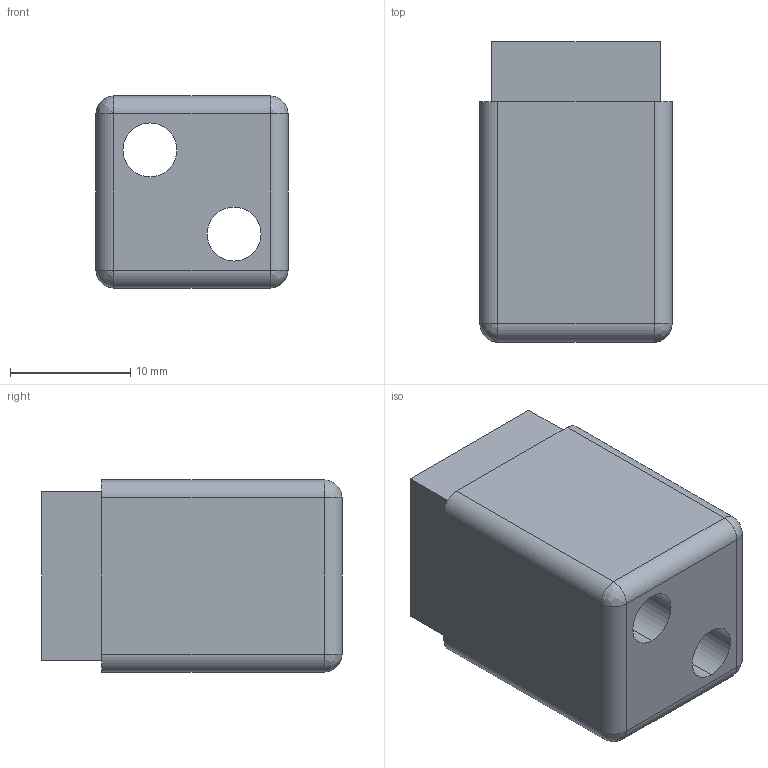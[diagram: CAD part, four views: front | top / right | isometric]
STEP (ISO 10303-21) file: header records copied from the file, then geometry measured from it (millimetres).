
FILE_DESCRIPTION(('STEP AP203'),'2;1');
FILE_NAME('XF30001G.stp','2011-02-02T11:38:10',(''),(''),'2009.3.110','THINKDESIGN','');
FILE_SCHEMA(('CONFIG_CONTROL_DESIGN'));
Length unit declared in the file: millimetre
Bounding box: 16 x 25 x 16 mm (x, y, z)
Volume: 4505.9 mm3; surface area: 3269.6 mm2
Topology: 1 solids, 1 shells, 33 faces, 76 edges, 44 vertices
Faces by surface type: cylinder 16, plane 13, bspline 4
Entity records: 1031 total; most frequent: CARTESIAN_POINT 193, DIRECTION 162, ORIENTED_EDGE 144, EDGE_CURVE 72, AXIS2_PLACEMENT_3D 61, VERTEX_POINT 44, VECTOR 40, LINE 40
